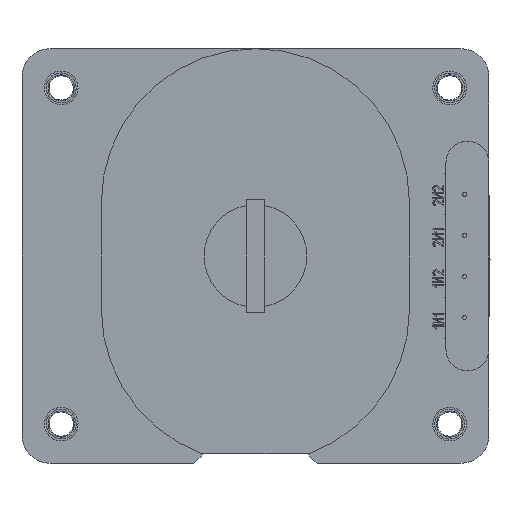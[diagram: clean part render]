
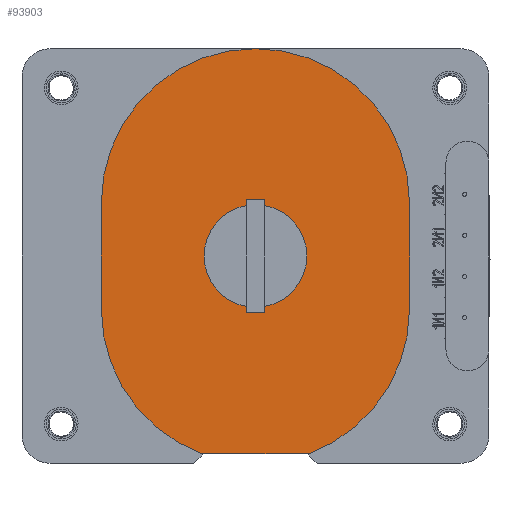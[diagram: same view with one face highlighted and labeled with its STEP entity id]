
A CAD part, left-side view. The second image highlights one B-rep face of the part: STEP entity #93903.
In plain terms, the highlighted planar face has unit normal (-1, 0, 0).
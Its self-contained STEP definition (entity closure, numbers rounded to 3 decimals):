
#2854 = EDGE_CURVE ( 'NONE', #84381, #108839, #76991, .T. ) ;
#4015 = VERTEX_POINT ( 'NONE', #113171 ) ;
#10056 = CARTESIAN_POINT ( 'NONE',  ( -135., -82.5, -28.5 ) ) ;
#10571 = VECTOR ( 'NONE', #87529, 1000. ) ;
#14380 = CIRCLE ( 'NONE', #95150, 27.5 ) ;
#14537 = CARTESIAN_POINT ( 'NONE',  ( -135., -82.5, 28.5 ) ) ;
#14570 = AXIS2_PLACEMENT_3D ( 'NONE', #78990, #21020, #88785 ) ;
#16025 = DIRECTION ( 'NONE',  ( -1., 0., 0. ) ) ;
#17605 = ORIENTED_EDGE ( 'NONE', *, *, #116493, .F. ) ;
#18340 = FACE_OUTER_BOUND ( 'NONE', #43809, .T. ) ;
#19764 = CARTESIAN_POINT ( 'NONE',  ( -135., -28.284, -106. ) ) ;
#21020 = DIRECTION ( 'NONE',  ( -1., 0., 0. ) ) ;
#22884 = CARTESIAN_POINT ( 'NONE',  ( -135., -28.284, -106. ) ) ;
#25462 = ORIENTED_EDGE ( 'NONE', *, *, #85698, .T. ) ;
#28216 = EDGE_CURVE ( 'NONE', #77945, #77572, #76310, .T. ) ;
#28932 = DIRECTION ( 'NONE',  ( -1., 0., 0. ) ) ;
#31308 = ORIENTED_EDGE ( 'NONE', *, *, #28216, .T. ) ;
#35133 = ORIENTED_EDGE ( 'NONE', *, *, #56944, .T. ) ;
#41173 = FACE_BOUND ( 'NONE', #50474, .T. ) ;
#41547 = CARTESIAN_POINT ( 'NONE',  ( -135., 0., -27.5 ) ) ;
#43809 = EDGE_LOOP ( 'NONE', ( #115739, #31308, #35133, #25462, #94956, #96363 ) ) ;
#46517 = CARTESIAN_POINT ( 'NONE',  ( -135., 82.5, -28.5 ) ) ;
#49084 = CIRCLE ( 'NONE', #14570, 82.5 ) ;
#50474 = EDGE_LOOP ( 'NONE', ( #17605, #70459 ) ) ;
#50735 = CARTESIAN_POINT ( 'NONE',  ( -135., 0., -28.5 ) ) ;
#50971 = DIRECTION ( 'NONE',  ( -1., 0., 0. ) ) ;
#53177 = CARTESIAN_POINT ( 'NONE',  ( -135., 82.5, 28.5 ) ) ;
#53414 = CIRCLE ( 'NONE', #53671, 27.5 ) ;
#53671 = AXIS2_PLACEMENT_3D ( 'NONE', #86819, #28932, #96616 ) ;
#56944 = EDGE_CURVE ( 'NONE', #77572, #87812, #104778, .T. ) ;
#58849 = DIRECTION ( 'NONE',  ( 0., 0., 1. ) ) ;
#58963 = DIRECTION ( 'NONE',  ( -1., 0., 0. ) ) ;
#59116 = CARTESIAN_POINT ( 'NONE',  ( -135., 0., -28.5 ) ) ;
#59970 = EDGE_CURVE ( 'NONE', #108839, #107038, #108349, .T. ) ;
#60380 = DIRECTION ( 'NONE',  ( 0., 0., 1. ) ) ;
#65087 = VERTEX_POINT ( 'NONE', #41547 ) ;
#70459 = ORIENTED_EDGE ( 'NONE', *, *, #76998, .F. ) ;
#74353 = CARTESIAN_POINT ( 'NONE',  ( -135., 0., 28.5 ) ) ;
#76310 = LINE ( 'NONE', #76662, #76654 ) ;
#76654 = VECTOR ( 'NONE', #86443, 1000. ) ;
#76662 = CARTESIAN_POINT ( 'NONE',  ( -135., 82.5, 28.5 ) ) ;
#76991 = CIRCLE ( 'NONE', #116134, 82.5 ) ;
#76998 = EDGE_CURVE ( 'NONE', #4015, #65087, #14380, .T. ) ;
#77572 = VERTEX_POINT ( 'NONE', #46517 ) ;
#77945 = VERTEX_POINT ( 'NONE', #53177 ) ;
#78990 = CARTESIAN_POINT ( 'NONE',  ( -135., 0., 28.5 ) ) ;
#82524 = VECTOR ( 'NONE', #113813, 1000. ) ;
#84108 = PLANE ( 'NONE',  #102353 ) ;
#84381 = VERTEX_POINT ( 'NONE', #22884 ) ;
#84834 = LINE ( 'NONE', #19764, #10571 ) ;
#85698 = EDGE_CURVE ( 'NONE', #87812, #84381, #84834, .T. ) ;
#86443 = DIRECTION ( 'NONE',  ( 0., 0., -1. ) ) ;
#86819 = CARTESIAN_POINT ( 'NONE',  ( -135., 0., 0. ) ) ;
#87529 = DIRECTION ( 'NONE',  ( 0., -1., 0. ) ) ;
#87812 = VERTEX_POINT ( 'NONE', #110448 ) ;
#88785 = DIRECTION ( 'NONE',  ( 0., 0., 1. ) ) ;
#90952 = AXIS2_PLACEMENT_3D ( 'NONE', #50735, #118556, #60380 ) ;
#92802 = EDGE_CURVE ( 'NONE', #107038, #77945, #49084, .T. ) ;
#93903 = ADVANCED_FACE ( 'NONE', ( #18340, #41173 ), #84108, .T. ) ;
#93936 = DIRECTION ( 'NONE',  ( 0., 0., 1. ) ) ;
#94362 = CARTESIAN_POINT ( 'NONE',  ( -135., -82.5, 28.5 ) ) ;
#94956 = ORIENTED_EDGE ( 'NONE', *, *, #2854, .T. ) ;
#95150 = AXIS2_PLACEMENT_3D ( 'NONE', #109035, #50971, #118799 ) ;
#96363 = ORIENTED_EDGE ( 'NONE', *, *, #59970, .T. ) ;
#96616 = DIRECTION ( 'NONE',  ( 0., 0., 1. ) ) ;
#102353 = AXIS2_PLACEMENT_3D ( 'NONE', #74353, #16025, #93936 ) ;
#104778 = CIRCLE ( 'NONE', #90952, 82.5 ) ;
#107038 = VERTEX_POINT ( 'NONE', #14537 ) ;
#108349 = LINE ( 'NONE', #94362, #82524 ) ;
#108839 = VERTEX_POINT ( 'NONE', #10056 ) ;
#109035 = CARTESIAN_POINT ( 'NONE',  ( -135., 0., 0. ) ) ;
#110448 = CARTESIAN_POINT ( 'NONE',  ( -135., 28.284, -106. ) ) ;
#113171 = CARTESIAN_POINT ( 'NONE',  ( -135., 0., 27.5 ) ) ;
#113813 = DIRECTION ( 'NONE',  ( 0., 0., 1. ) ) ;
#115739 = ORIENTED_EDGE ( 'NONE', *, *, #92802, .T. ) ;
#116134 = AXIS2_PLACEMENT_3D ( 'NONE', #59116, #58963, #58849 ) ;
#116493 = EDGE_CURVE ( 'NONE', #65087, #4015, #53414, .T. ) ;
#118556 = DIRECTION ( 'NONE',  ( -1., 0., 0. ) ) ;
#118799 = DIRECTION ( 'NONE',  ( 0., 0., 1. ) ) ;
